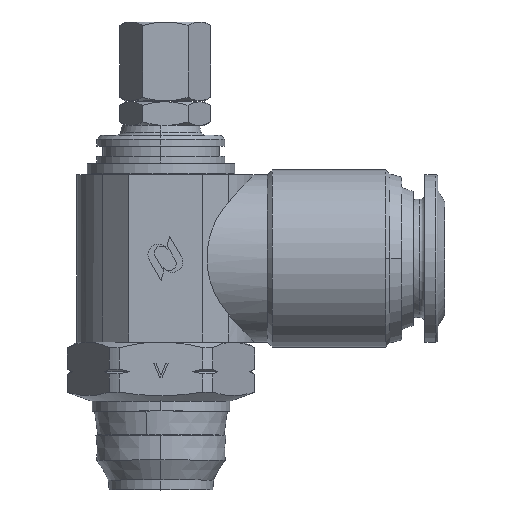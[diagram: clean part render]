
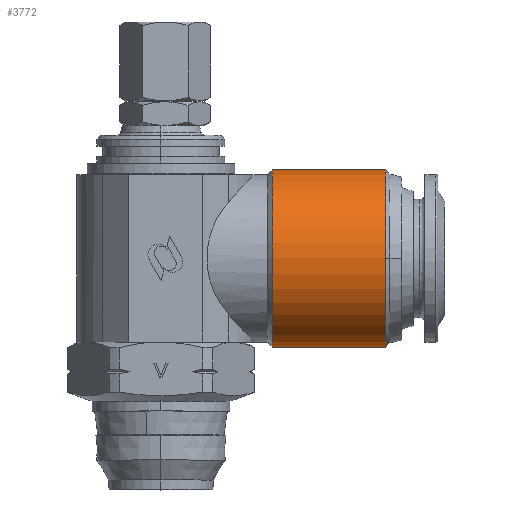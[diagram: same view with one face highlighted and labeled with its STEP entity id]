
A CAD part, top view. The second image highlights one B-rep face of the part: STEP entity #3772.
In plain terms, the highlighted cylindrical face has radius 9 mm (diameter 18 mm), a partial arc.
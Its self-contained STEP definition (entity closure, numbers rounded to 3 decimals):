
#18 = FACE_OUTER_BOUND ( 'NONE', #8819, .T. ) ;
#26 = CYLINDRICAL_SURFACE ( 'NONE', #10101, 9. ) ;
#1057 = VERTEX_POINT ( 'NONE', #2125 ) ;
#1059 = VERTEX_POINT ( 'NONE', #1814 ) ;
#1061 = VERTEX_POINT ( 'NONE', #1816 ) ;
#1062 = VERTEX_POINT ( 'NONE', #1817 ) ;
#1064 = VERTEX_POINT ( 'NONE', #1819 ) ;
#1814 = CARTESIAN_POINT ( 'NONE',  ( 22.819, 14.5, -0.5 ) ) ;
#1816 = CARTESIAN_POINT ( 'NONE',  ( 22.819, 23.5, 8.5 ) ) ;
#1817 = CARTESIAN_POINT ( 'NONE',  ( 11.298, 14.5, -0.5 ) ) ;
#1819 = CARTESIAN_POINT ( 'NONE',  ( 11.298, 32.5, -0.5 ) ) ;
#2078 = EDGE_CURVE ( 'NONE', #1064, #1057, #7596, .T. ) ;
#2079 = EDGE_CURVE ( 'NONE', #1061, #1057, #7592, .T. ) ;
#2080 = EDGE_CURVE ( 'NONE', #1062, #1059, #7597, .T. ) ;
#2091 = EDGE_CURVE ( 'NONE', #1064, #1062, #7604, .T. ) ;
#2112 = EDGE_CURVE ( 'NONE', #1059, #1061, #7644, .T. ) ;
#2125 = CARTESIAN_POINT ( 'NONE',  ( 22.819, 32.5, -0.5 ) ) ;
#3772 = ADVANCED_FACE ( 'NONE', ( #18 ), #26, .T. ) ;
#5808 = AXIS2_PLACEMENT_3D ( 'NONE', #6089, #6090, #6091 ) ;
#5811 = AXIS2_PLACEMENT_3D ( 'NONE', #6145, #6146, #6147 ) ;
#5822 = AXIS2_PLACEMENT_3D ( 'NONE', #6198, #6199, #6200 ) ;
#6079 = CARTESIAN_POINT ( 'NONE',  ( 27.948, 32.5, -0.5 ) ) ;
#6080 = DIRECTION ( 'NONE',  ( 1., 0., 0. ) ) ;
#6087 = DIRECTION ( 'NONE',  ( 1., 0., 0. ) ) ;
#6088 = CARTESIAN_POINT ( 'NONE',  ( 27.948, 14.5, -0.5 ) ) ;
#6089 = CARTESIAN_POINT ( 'NONE',  ( 22.819, 23.5, -0.5 ) ) ;
#6090 = DIRECTION ( 'NONE',  ( -1., 0., 0. ) ) ;
#6091 = DIRECTION ( 'NONE',  ( 0., 0., -1. ) ) ;
#6145 = CARTESIAN_POINT ( 'NONE',  ( 11.298, 23.5, -0.5 ) ) ;
#6146 = DIRECTION ( 'NONE',  ( 1., 0., 0. ) ) ;
#6147 = DIRECTION ( 'NONE',  ( 0., 1., 0. ) ) ;
#6198 = CARTESIAN_POINT ( 'NONE',  ( 22.819, 23.5, -0.5 ) ) ;
#6199 = DIRECTION ( 'NONE',  ( -1., 0., 0. ) ) ;
#6200 = DIRECTION ( 'NONE',  ( 0., 0., -1. ) ) ;
#6977 = ORIENTED_EDGE ( 'NONE', *, *, #2091, .T. ) ;
#6978 = ORIENTED_EDGE ( 'NONE', *, *, #2080, .T. ) ;
#6979 = ORIENTED_EDGE ( 'NONE', *, *, #2112, .T. ) ;
#6980 = ORIENTED_EDGE ( 'NONE', *, *, #2079, .T. ) ;
#6981 = ORIENTED_EDGE ( 'NONE', *, *, #2078, .F. ) ;
#7592 = CIRCLE ( 'NONE', #5808, 9. ) ;
#7596 = LINE ( 'NONE', #6079, #7598 ) ;
#7597 = LINE ( 'NONE', #6088, #7601 ) ;
#7598 = VECTOR ( 'NONE', #6080, 1000. ) ;
#7601 = VECTOR ( 'NONE', #6087, 1000. ) ;
#7604 = CIRCLE ( 'NONE', #5811, 9. ) ;
#7644 = CIRCLE ( 'NONE', #5822, 9. ) ;
#8819 = EDGE_LOOP ( 'NONE', ( #6977, #6978, #6979, #6980, #6981 ) ) ;
#9822 = CARTESIAN_POINT ( 'NONE',  ( 27.948, 23.5, -0.5 ) ) ;
#9823 = DIRECTION ( 'NONE',  ( 1., 0., 0. ) ) ;
#9831 = DIRECTION ( 'NONE',  ( 0., 1., 0. ) ) ;
#10101 = AXIS2_PLACEMENT_3D ( 'NONE', #9822, #9823, #9831 ) ;
